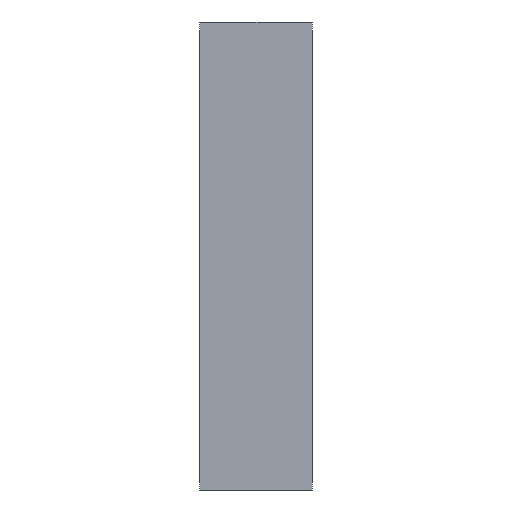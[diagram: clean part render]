
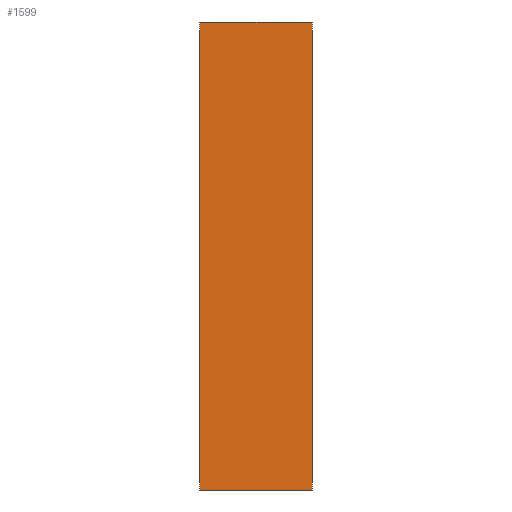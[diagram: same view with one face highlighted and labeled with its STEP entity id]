
A CAD part, left-side view. The second image highlights one B-rep face of the part: STEP entity #1599.
In plain terms, the highlighted free-form (B-spline) face has degree [1, 1] with [2, 2] control points.
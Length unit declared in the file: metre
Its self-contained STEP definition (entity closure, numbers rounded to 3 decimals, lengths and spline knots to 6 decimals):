
#66=LINE('',#2128,#270);
#68=LINE('',#2135,#272);
#82=LINE('',#2178,#286);
#83=LINE('',#2179,#287);
#270=VECTOR('',#1765,1.);
#272=VECTOR('',#1767,1.);
#286=VECTOR('',#1781,1.);
#287=VECTOR('',#1782,1.);
#431=B_SPLINE_SURFACE_WITH_KNOTS('',1,1,((#2174,#2175),(#2176,#2177)),.PLANE_SURF.,.F.,.F.,.F.,(2,2),(2,2),(0.,1.),(0.,1.),.UNSPECIFIED.);
#600=ORIENTED_EDGE('',*,*,#1042,.F.);
#601=ORIENTED_EDGE('',*,*,#1026,.F.);
#602=ORIENTED_EDGE('',*,*,#1043,.T.);
#603=ORIENTED_EDGE('',*,*,#1028,.T.);
#1026=EDGE_CURVE('',#1245,#1244,#66,.T.);
#1028=EDGE_CURVE('',#1247,#1246,#68,.T.);
#1042=EDGE_CURVE('',#1244,#1246,#82,.T.);
#1043=EDGE_CURVE('',#1245,#1247,#83,.T.);
#1244=VERTEX_POINT('',#2125);
#1245=VERTEX_POINT('',#2127);
#1246=VERTEX_POINT('',#2134);
#1247=VERTEX_POINT('',#2136);
#1369=EDGE_LOOP('',(#600,#601,#602,#603));
#1481=FACE_BOUND('',#1369,.T.);
#1599=ADVANCED_FACE('',(#1481),#431,.T.);
#1765=DIRECTION('',(0.,1.,0.));
#1767=DIRECTION('',(0.,1.,0.));
#1781=DIRECTION('',(0.,0.,1.));
#1782=DIRECTION('',(0.,0.,1.));
#2125=CARTESIAN_POINT('',(-0.406,0.02,-0.166));
#2127=CARTESIAN_POINT('',(-0.406,-0.06,-0.166));
#2128=CARTESIAN_POINT('',(-0.406,-0.06,-0.166));
#2134=CARTESIAN_POINT('',(-0.406,0.02,0.166));
#2135=CARTESIAN_POINT('',(-0.406,-0.06,0.166));
#2136=CARTESIAN_POINT('',(-0.406,-0.06,0.166));
#2174=CARTESIAN_POINT('',(-0.406,-0.064,-0.1826));
#2175=CARTESIAN_POINT('',(-0.406,0.024,-0.1826));
#2176=CARTESIAN_POINT('',(-0.406,-0.064,0.1826));
#2177=CARTESIAN_POINT('',(-0.406,0.024,0.1826));
#2178=CARTESIAN_POINT('',(-0.406,0.02,0.));
#2179=CARTESIAN_POINT('',(-0.406,-0.06,0.));
